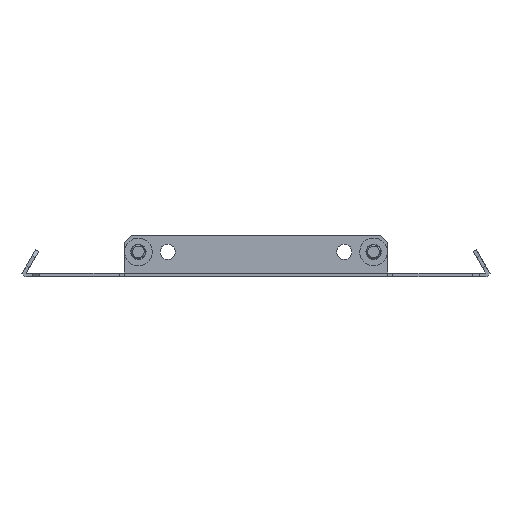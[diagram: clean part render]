
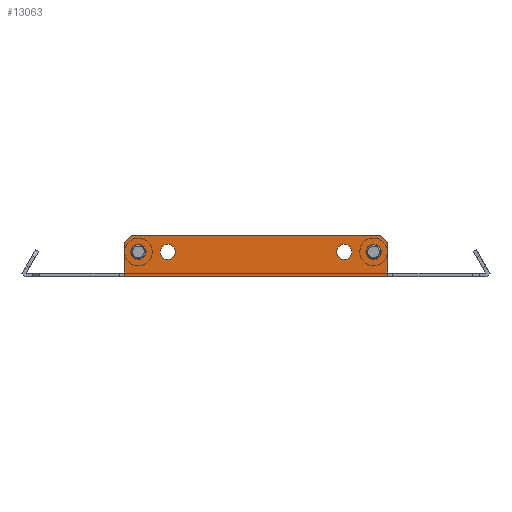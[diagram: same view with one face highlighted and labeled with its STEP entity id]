
A CAD part, left-side view. The second image highlights one B-rep face of the part: STEP entity #13063.
In plain terms, the highlighted planar face has unit normal (-1, 0, 0).
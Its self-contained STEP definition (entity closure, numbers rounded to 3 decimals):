
#92 = CARTESIAN_POINT ( 'NONE',  ( -905.5, -56., -1.5 ) ) ;
#229 = CARTESIAN_POINT ( 'NONE',  ( -905.5, -112., 13. ) ) ;
#366 = AXIS2_PLACEMENT_3D ( 'NONE', #1426, #4021, #14055 ) ;
#391 = ORIENTED_EDGE ( 'NONE', *, *, #7556, .T. ) ;
#435 = AXIS2_PLACEMENT_3D ( 'NONE', #13838, #9129, #7840 ) ;
#448 = ORIENTED_EDGE ( 'NONE', *, *, #14391, .T. ) ;
#528 = ORIENTED_EDGE ( 'NONE', *, *, #6293, .F. ) ;
#618 = CARTESIAN_POINT ( 'NONE',  ( -905.5, -109., 16. ) ) ;
#657 = CARTESIAN_POINT ( 'NONE',  ( -905.5, 0., 13. ) ) ;
#760 = DIRECTION ( 'NONE',  ( 1., 0., 0. ) ) ;
#799 = CARTESIAN_POINT ( 'NONE',  ( -905.5, -112., 0. ) ) ;
#815 = LINE ( 'NONE', #657, #8541 ) ;
#1031 = CIRCLE ( 'NONE', #12421, 3.25 ) ;
#1080 = CARTESIAN_POINT ( 'NONE',  ( -905.5, -6., 9. ) ) ;
#1089 = VECTOR ( 'NONE', #11594, 1000. ) ;
#1206 = DIRECTION ( 'NONE',  ( 0., 0., 1. ) ) ;
#1256 = DIRECTION ( 'NONE',  ( 0., 0.707, 0.707 ) ) ;
#1409 = CARTESIAN_POINT ( 'NONE',  ( -905.5, -112., 16. ) ) ;
#1426 = CARTESIAN_POINT ( 'NONE',  ( -905.5, -18.5, 9. ) ) ;
#1453 = CARTESIAN_POINT ( 'NONE',  ( -905.5, -18.5, 9. ) ) ;
#1664 = LINE ( 'NONE', #9089, #1089 ) ;
#1932 = DIRECTION ( 'NONE',  ( 0., 0., 1. ) ) ;
#2136 = ORIENTED_EDGE ( 'NONE', *, *, #12825, .F. ) ;
#2254 = ORIENTED_EDGE ( 'NONE', *, *, #8522, .F. ) ;
#2386 = VERTEX_POINT ( 'NONE', #229 ) ;
#2628 = EDGE_LOOP ( 'NONE', ( #10118, #3333 ) ) ;
#2926 = VERTEX_POINT ( 'NONE', #3507 ) ;
#3043 = PLANE ( 'NONE',  #3157 ) ;
#3157 = AXIS2_PLACEMENT_3D ( 'NONE', #14359, #760, #7961 ) ;
#3207 = VERTEX_POINT ( 'NONE', #15472 ) ;
#3315 = EDGE_LOOP ( 'NONE', ( #15090, #12456, #2254, #9098, #5764, #528, #2136, #448 ) ) ;
#3333 = ORIENTED_EDGE ( 'NONE', *, *, #10067, .T. ) ;
#3340 = EDGE_LOOP ( 'NONE', ( #9505, #7173 ) ) ;
#3445 = DIRECTION ( 'NONE',  ( 1., 0., 0. ) ) ;
#3507 = CARTESIAN_POINT ( 'NONE',  ( -905.5, -6., 12.25 ) ) ;
#3706 = CARTESIAN_POINT ( 'NONE',  ( -905.5, -18.5, 12.25 ) ) ;
#3788 = LINE ( 'NONE', #7414, #5003 ) ;
#3824 = CARTESIAN_POINT ( 'NONE',  ( -905.5, -93.5, 9. ) ) ;
#3921 = EDGE_CURVE ( 'NONE', #4696, #8565, #1664, .T. ) ;
#3925 = CARTESIAN_POINT ( 'NONE',  ( -905.5, -106., 12.25 ) ) ;
#4021 = DIRECTION ( 'NONE',  ( 1., 0., 0. ) ) ;
#4089 = CARTESIAN_POINT ( 'NONE',  ( -905.5, -93.5, 12.25 ) ) ;
#4207 = CIRCLE ( 'NONE', #9357, 3.25 ) ;
#4281 = AXIS2_PLACEMENT_3D ( 'NONE', #3824, #8744, #13681 ) ;
#4519 = EDGE_CURVE ( 'NONE', #15937, #3207, #815, .T. ) ;
#4522 = DIRECTION ( 'NONE',  ( 1., 0., 0. ) ) ;
#4696 = VERTEX_POINT ( 'NONE', #11005 ) ;
#4913 = VERTEX_POINT ( 'NONE', #10576 ) ;
#4931 = LINE ( 'NONE', #92, #15756 ) ;
#5003 = VECTOR ( 'NONE', #1256, 1000. ) ;
#5023 = DIRECTION ( 'NONE',  ( 0., -1., 0. ) ) ;
#5411 = ORIENTED_EDGE ( 'NONE', *, *, #13159, .T. ) ;
#5416 = DIRECTION ( 'NONE',  ( 0., 0., 1. ) ) ;
#5467 = CIRCLE ( 'NONE', #9069, 3.25 ) ;
#5543 = EDGE_LOOP ( 'NONE', ( #391, #11428 ) ) ;
#5764 = ORIENTED_EDGE ( 'NONE', *, *, #11104, .T. ) ;
#5794 = FACE_OUTER_BOUND ( 'NONE', #3315, .T. ) ;
#5826 = DIRECTION ( 'NONE',  ( 0., 0., 1. ) ) ;
#6293 = EDGE_CURVE ( 'NONE', #9555, #14865, #11847, .T. ) ;
#6409 = AXIS2_PLACEMENT_3D ( 'NONE', #10562, #9265, #1932 ) ;
#6416 = LINE ( 'NONE', #1409, #9564 ) ;
#6533 = VECTOR ( 'NONE', #1206, 1000. ) ;
#6572 = VERTEX_POINT ( 'NONE', #3925 ) ;
#6614 = CIRCLE ( 'NONE', #435, 3.25 ) ;
#6947 = LINE ( 'NONE', #799, #12959 ) ;
#7026 = VERTEX_POINT ( 'NONE', #13601 ) ;
#7076 = EDGE_CURVE ( 'NONE', #10508, #4913, #7899, .T. ) ;
#7173 = ORIENTED_EDGE ( 'NONE', *, *, #14529, .T. ) ;
#7397 = CARTESIAN_POINT ( 'NONE',  ( -905.5, -112., -1.5 ) ) ;
#7414 = CARTESIAN_POINT ( 'NONE',  ( -905.5, -109., 16. ) ) ;
#7444 = CIRCLE ( 'NONE', #6409, 3.25 ) ;
#7528 = DIRECTION ( 'NONE',  ( 1., 0., 0. ) ) ;
#7556 = EDGE_CURVE ( 'NONE', #6572, #8209, #6614, .T. ) ;
#7799 = CIRCLE ( 'NONE', #9339, 3.25 ) ;
#7840 = DIRECTION ( 'NONE',  ( 0., 0., 1. ) ) ;
#7899 = CIRCLE ( 'NONE', #4281, 3.25 ) ;
#7905 = VERTEX_POINT ( 'NONE', #618 ) ;
#7937 = DIRECTION ( 'NONE',  ( 0., 0.707, -0.707 ) ) ;
#7961 = DIRECTION ( 'NONE',  ( 0., 0., -1. ) ) ;
#8189 = EDGE_LOOP ( 'NONE', ( #5411, #12678 ) ) ;
#8209 = VERTEX_POINT ( 'NONE', #9148 ) ;
#8455 = EDGE_CURVE ( 'NONE', #11480, #13376, #4207, .T. ) ;
#8522 = EDGE_CURVE ( 'NONE', #4696, #3207, #13664, .T. ) ;
#8541 = VECTOR ( 'NONE', #7937, 1000. ) ;
#8565 = VERTEX_POINT ( 'NONE', #10424 ) ;
#8744 = DIRECTION ( 'NONE',  ( 1., 0., 0. ) ) ;
#8998 = DIRECTION ( 'NONE',  ( 0., -1., 0. ) ) ;
#9069 = AXIS2_PLACEMENT_3D ( 'NONE', #10747, #4522, #5826 ) ;
#9089 = CARTESIAN_POINT ( 'NONE',  ( -905.5, 0., 1. ) ) ;
#9098 = ORIENTED_EDGE ( 'NONE', *, *, #3921, .T. ) ;
#9129 = DIRECTION ( 'NONE',  ( 1., 0., 0. ) ) ;
#9148 = CARTESIAN_POINT ( 'NONE',  ( -905.5, -106., 5.75 ) ) ;
#9265 = DIRECTION ( 'NONE',  ( 1., 0., 0. ) ) ;
#9339 = AXIS2_PLACEMENT_3D ( 'NONE', #1080, #3445, #10784 ) ;
#9357 = AXIS2_PLACEMENT_3D ( 'NONE', #1453, #10021, #13587 ) ;
#9412 = FACE_BOUND ( 'NONE', #2628, .T. ) ;
#9484 = EDGE_CURVE ( 'NONE', #8209, #6572, #1031, .T. ) ;
#9505 = ORIENTED_EDGE ( 'NONE', *, *, #8455, .T. ) ;
#9555 = VERTEX_POINT ( 'NONE', #15624 ) ;
#9564 = VECTOR ( 'NONE', #8998, 1000. ) ;
#10021 = DIRECTION ( 'NONE',  ( 1., 0., 0. ) ) ;
#10067 = EDGE_CURVE ( 'NONE', #4913, #10508, #7444, .T. ) ;
#10106 = CARTESIAN_POINT ( 'NONE',  ( -905.5, 0., 16. ) ) ;
#10115 = CARTESIAN_POINT ( 'NONE',  ( -905.5, -106., 9. ) ) ;
#10118 = ORIENTED_EDGE ( 'NONE', *, *, #7076, .T. ) ;
#10424 = CARTESIAN_POINT ( 'NONE',  ( -905.5, 0., -1.5 ) ) ;
#10508 = VERTEX_POINT ( 'NONE', #4089 ) ;
#10547 = FACE_BOUND ( 'NONE', #5543, .T. ) ;
#10562 = CARTESIAN_POINT ( 'NONE',  ( -905.5, -93.5, 9. ) ) ;
#10576 = CARTESIAN_POINT ( 'NONE',  ( -905.5, -93.5, 5.75 ) ) ;
#10674 = DIRECTION ( 'NONE',  ( 0., 0., -1. ) ) ;
#10747 = CARTESIAN_POINT ( 'NONE',  ( -905.5, -6., 9. ) ) ;
#10784 = DIRECTION ( 'NONE',  ( 0., 0., 1. ) ) ;
#10930 = CIRCLE ( 'NONE', #366, 3.25 ) ;
#11005 = CARTESIAN_POINT ( 'NONE',  ( -905.5, 0., 1. ) ) ;
#11104 = EDGE_CURVE ( 'NONE', #8565, #14865, #4931, .T. ) ;
#11428 = ORIENTED_EDGE ( 'NONE', *, *, #9484, .T. ) ;
#11438 = CARTESIAN_POINT ( 'NONE',  ( -905.5, -18.5, 5.75 ) ) ;
#11480 = VERTEX_POINT ( 'NONE', #3706 ) ;
#11594 = DIRECTION ( 'NONE',  ( 0., 0., -1. ) ) ;
#11771 = CARTESIAN_POINT ( 'NONE',  ( -905.5, -112., -1.5 ) ) ;
#11847 = LINE ( 'NONE', #11771, #14541 ) ;
#11934 = FACE_BOUND ( 'NONE', #3340, .T. ) ;
#12062 = EDGE_CURVE ( 'NONE', #15937, #7905, #6416, .T. ) ;
#12421 = AXIS2_PLACEMENT_3D ( 'NONE', #10115, #7528, #5416 ) ;
#12456 = ORIENTED_EDGE ( 'NONE', *, *, #4519, .T. ) ;
#12678 = ORIENTED_EDGE ( 'NONE', *, *, #12811, .T. ) ;
#12811 = EDGE_CURVE ( 'NONE', #7026, #2926, #5467, .T. ) ;
#12825 = EDGE_CURVE ( 'NONE', #2386, #9555, #6947, .T. ) ;
#12910 = CARTESIAN_POINT ( 'NONE',  ( -905.5, -3., 16. ) ) ;
#12959 = VECTOR ( 'NONE', #10674, 1000. ) ;
#13063 = ADVANCED_FACE ( 'NONE', ( #10547, #9412, #15433, #11934, #5794 ), #3043, .F. ) ;
#13159 = EDGE_CURVE ( 'NONE', #2926, #7026, #7799, .T. ) ;
#13376 = VERTEX_POINT ( 'NONE', #11438 ) ;
#13587 = DIRECTION ( 'NONE',  ( 0., 0., 1. ) ) ;
#13601 = CARTESIAN_POINT ( 'NONE',  ( -905.5, -6., 5.75 ) ) ;
#13664 = LINE ( 'NONE', #10106, #6533 ) ;
#13681 = DIRECTION ( 'NONE',  ( 0., 0., 1. ) ) ;
#13838 = CARTESIAN_POINT ( 'NONE',  ( -905.5, -106., 9. ) ) ;
#14052 = DIRECTION ( 'NONE',  ( 0., 0., -1. ) ) ;
#14055 = DIRECTION ( 'NONE',  ( 0., 0., 1. ) ) ;
#14359 = CARTESIAN_POINT ( 'NONE',  ( -905.5, -56., -1.5 ) ) ;
#14391 = EDGE_CURVE ( 'NONE', #2386, #7905, #3788, .T. ) ;
#14529 = EDGE_CURVE ( 'NONE', #13376, #11480, #10930, .T. ) ;
#14541 = VECTOR ( 'NONE', #14052, 1000. ) ;
#14865 = VERTEX_POINT ( 'NONE', #7397 ) ;
#15090 = ORIENTED_EDGE ( 'NONE', *, *, #12062, .F. ) ;
#15433 = FACE_BOUND ( 'NONE', #8189, .T. ) ;
#15472 = CARTESIAN_POINT ( 'NONE',  ( -905.5, 0., 13. ) ) ;
#15624 = CARTESIAN_POINT ( 'NONE',  ( -905.5, -112., 1. ) ) ;
#15756 = VECTOR ( 'NONE', #5023, 1000. ) ;
#15937 = VERTEX_POINT ( 'NONE', #12910 ) ;
